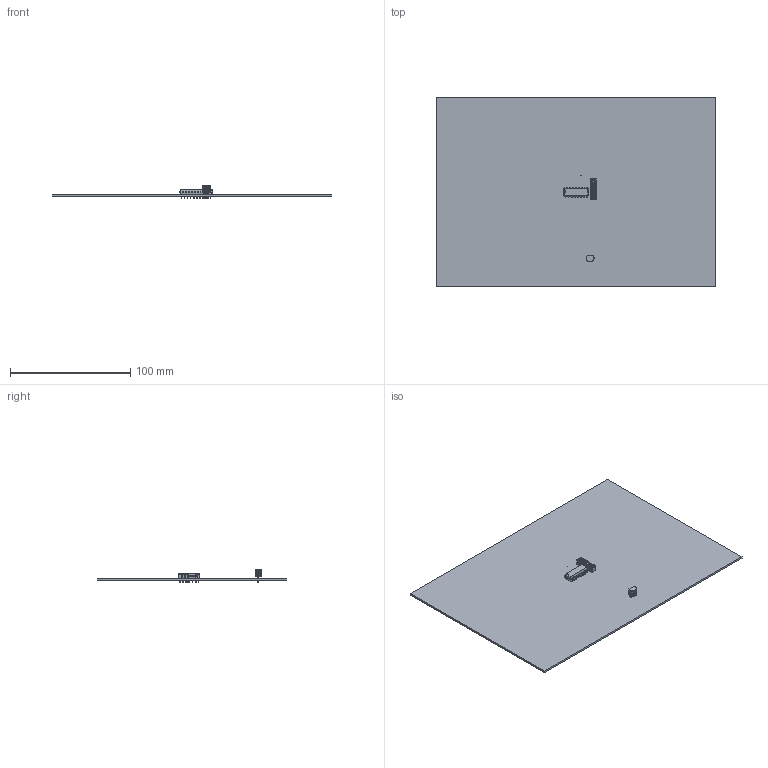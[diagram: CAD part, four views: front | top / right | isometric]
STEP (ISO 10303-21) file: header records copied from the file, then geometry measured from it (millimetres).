
FILE_DESCRIPTION(('PCB Model'),'2;1');
FILE_NAME('arduinoUNO.STEP', '2023-04-29T17:02:13',('eegs'),('Unspecified'), 'Open CASCADE STEP processor 6.8','Proteus','Unknown');
FILE_SCHEMA(('AUTOMOTIVE_DESIGN { 1 0 10303 214 1 1 1 1 }'));
Length unit declared in the file: millimetre
Products named in the file (14): Open CASCADE STEP translator 6.8 1; Layer_1; U1; Open CASCADE STEP translator 6.8 1.2.1; Body_1; LCD1; Open CASCADE STEP translator 6.8 1.3.1; Q1; Open CASCADE STEP translator 6.8 1.4.1; Pin_1; Pin_2; Pin_3
Assembly tree (13 placements, depth 4):
  Open CASCADE STEP translator 6.8 1
    Layer_1
    U1
      Open CASCADE STEP translator 6.8 1.2.1
        Body_1
    LCD1
      Open CASCADE STEP translator 6.8 1.3.1
        Body_1
    Q1
      Open CASCADE STEP translator 6.8 1.4.1
        Body_1
        Pin_1
        Pin_2
        Pin_3
Bounding box: 232.5 x 157.5 x 11.33 mm (x, y, z)
Volume: 59800.2 mm3; surface area: 76239.1 mm2
Topology: 7 solids, 7 shells, 999 faces, 2531 edges, 1534 vertices
Faces by surface type: plane 408, cone 280, cylinder 257, torus 28, sphere 26
Entity records: 37653 total; most frequent: DIRECTION 5300, CARTESIAN_POINT 5143, ORIENTED_EDGE 4926, EDGE_CURVE 2463, AXIS2_PLACEMENT_3D 1879, LINE 1542, VECTOR 1542, VERTEX_POINT 1534
